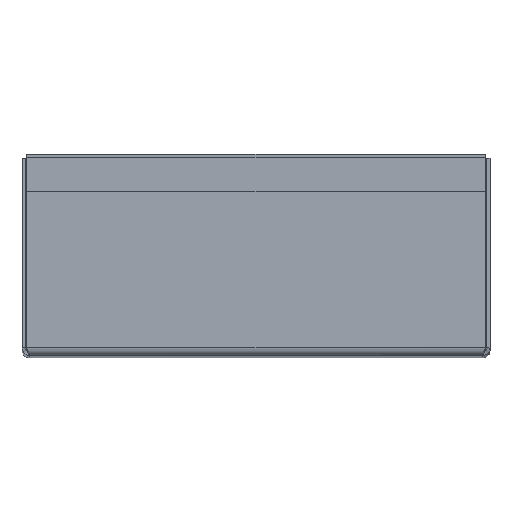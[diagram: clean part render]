
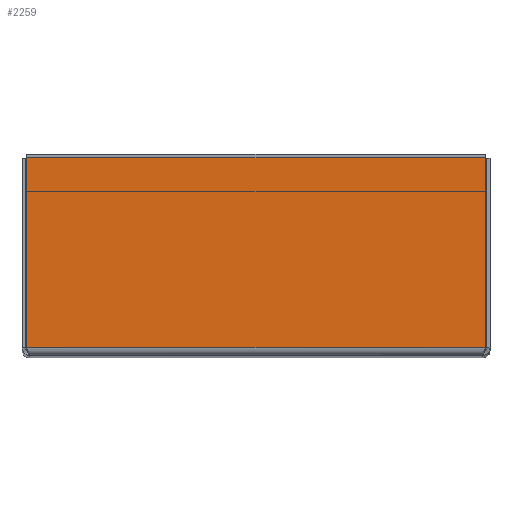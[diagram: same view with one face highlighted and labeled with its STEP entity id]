
A CAD part, top view. The second image highlights one B-rep face of the part: STEP entity #2259.
In plain terms, the highlighted planar face has unit normal (0, 0, 1).
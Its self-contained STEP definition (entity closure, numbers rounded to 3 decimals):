
#182=FACE_OUTER_BOUND($,#305,.T.);
#305=EDGE_LOOP($,(#1796,#1797,#1798,#1799));
#504=LINE($,#3747,#716);
#510=LINE($,#3776,#722);
#516=LINE($,#3840,#728);
#518=LINE($,#3843,#730);
#716=VECTOR($,#2635,99.976);
#722=VECTOR($,#2645,41.4);
#728=VECTOR($,#2653,41.4);
#730=VECTOR($,#2657,99.976);
#1004=VERTEX_POINT($,#3745);
#1005=VERTEX_POINT($,#3746);
#1012=VERTEX_POINT($,#3775);
#1015=VERTEX_POINT($,#3839);
#1268=EDGE_CURVE($,#1004,#1005,#504,.T.);
#1276=EDGE_CURVE($,#1012,#1005,#510,.T.);
#1284=EDGE_CURVE($,#1004,#1015,#516,.T.);
#1286=EDGE_CURVE($,#1015,#1012,#518,.T.);
#1796=ORIENTED_EDGE($,*,*,#1268,.T.);
#1797=ORIENTED_EDGE($,*,*,#1276,.F.);
#1798=ORIENTED_EDGE($,*,*,#1286,.F.);
#1799=ORIENTED_EDGE($,*,*,#1284,.F.);
#2022=PLANE($,#2356);
#2259=ADVANCED_FACE($,(#182),#2022,.T.);
#2356=AXIS2_PLACEMENT_3D($,#3844,#2658,#2659);
#2635=DIRECTION($,(1.,0.,0.));
#2645=DIRECTION($,(0.,-1.,0.));
#2653=DIRECTION($,(0.,1.,0.));
#2657=DIRECTION($,(1.,0.,0.));
#2658=DIRECTION('center_axis',(0.,0.,
1.));
#2659=DIRECTION('ref_axis',(0.,1.,0.));
#3745=CARTESIAN_POINT('',(-49.988,-38.2,149.5));
#3746=CARTESIAN_POINT('',(49.988,-38.2,149.5));
#3747=CARTESIAN_POINT($,(0.,-38.2,149.5));
#3775=CARTESIAN_POINT('',(49.988,3.2,149.5));
#3776=CARTESIAN_POINT($,(49.988,-38.2,149.5));
#3839=CARTESIAN_POINT('',(-49.988,3.2,149.5));
#3840=CARTESIAN_POINT($,(-49.988,-38.2,149.5));
#3843=CARTESIAN_POINT($,(-49.988,3.2,149.5));
#3844=CARTESIAN_POINT('Origin',(0.,-18.151,
149.5));
